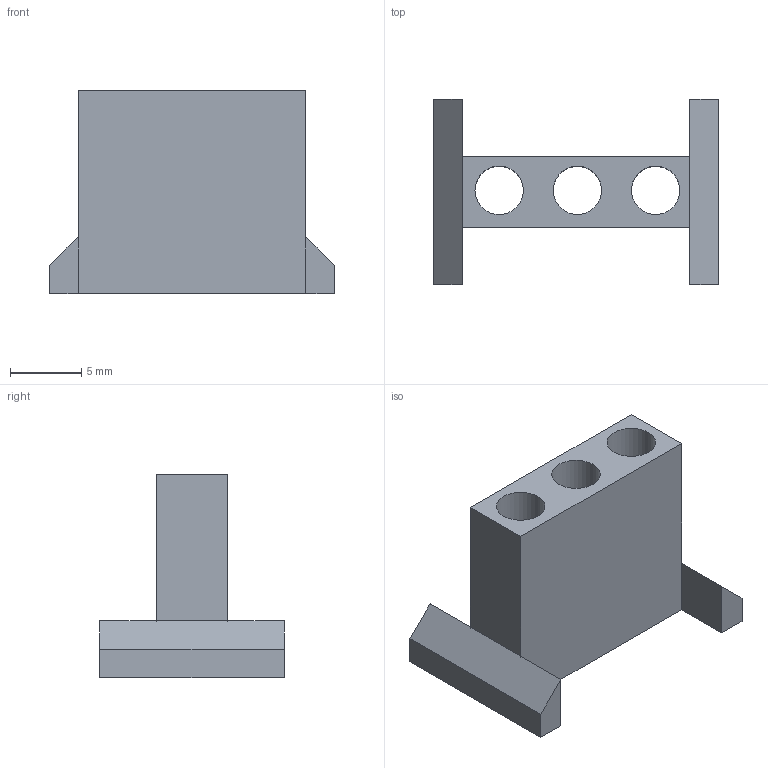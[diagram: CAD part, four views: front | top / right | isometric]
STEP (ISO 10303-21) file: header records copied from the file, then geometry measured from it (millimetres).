
FILE_DESCRIPTION(/* description */ (''),/* implementation_level */ '2;1');
FILE_NAME(/* name */ 'JB - Halo_button_rail.step',/* time_stamp */ '2025-11-06T17:24:01-05:00',/* author */ (''),/* organization */ (''),/* preprocessor_version */ 'ST-DEVELOPER v20.1',/* originating_system */ 'Autodesk Translation Framework v14.17.0.0',/* authorisation */ '');
FILE_SCHEMA (('AUTOMOTIVE_DESIGN { 1 0 10303 214 3 1 1 }'));
Length unit declared in the file: millimetre
Products named in the file (1): 2025-10-01-00-15-45-869
Bounding box: 20 x 13 x 14.3 mm (x, y, z)
Volume: 910.5 mm3; surface area: 1389.9 mm2
Topology: 1 solids, 1 shells, 21 faces, 53 edges, 34 vertices
Faces by surface type: plane 18, cylinder 3
Full cylindrical faces by diameter (mm): 3.4 x3
Entity records: 687 total; most frequent: CARTESIAN_POINT 109, ORIENTED_EDGE 106, DIRECTION 103, EDGE_CURVE 53, LINE 47, VECTOR 47, VERTEX_POINT 34, AXIS2_PLACEMENT_3D 28
